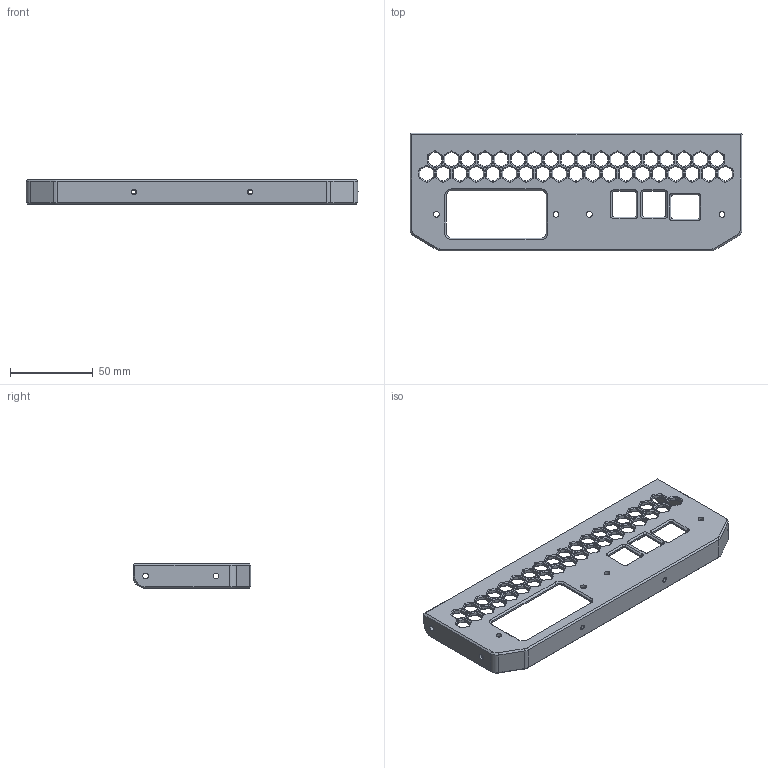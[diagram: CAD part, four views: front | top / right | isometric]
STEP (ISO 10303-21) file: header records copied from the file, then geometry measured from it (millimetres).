
FILE_DESCRIPTION((''),'2;1');
FILE_NAME('BACKPANEL','2021-01-24T19:47:16',('Markus'),(''),'CREO PARAMETRIC BY PTC INC, 2020053','CREO PARAMETRIC BY PTC INC, 2020053','');
FILE_SCHEMA(('CONFIG_CONTROL_DESIGN'));
Length unit declared in the file: millimetre
Products named in the file (1): BACKPANEL
Bounding box: 200 x 71 x 15 mm (x, y, z)
Volume: 37392.2 mm3; surface area: 31462.8 mm2
Topology: 1 solids, 3 shells, 1504 faces, 3557 edges, 2058 vertices
Faces by surface type: plane 751, cone 470, cylinder 283
Entity records: 42342 total; most frequent: DIRECTION 7603, CARTESIAN_POINT 7120, ORIENTED_EDGE 7106, EDGE_CURVE 3557, AXIS2_PLACEMENT_3D 2541, VECTOR 2521, LINE 2521, VERTEX_POINT 2058
